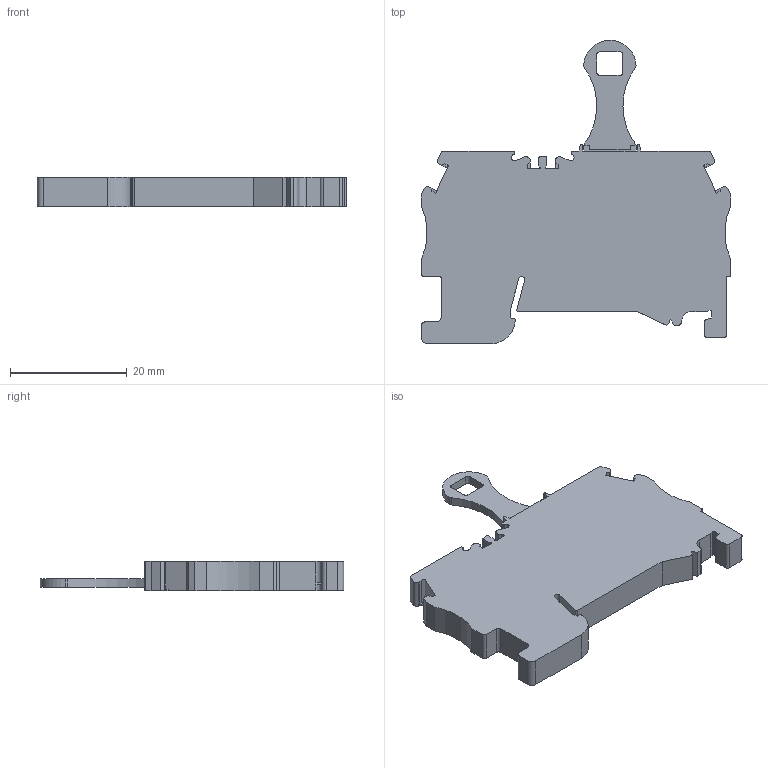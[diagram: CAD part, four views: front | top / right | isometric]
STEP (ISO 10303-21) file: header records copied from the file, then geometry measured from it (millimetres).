
FILE_DESCRIPTION(/* description */ ('Unknown'),/* implementation_level */ '2;1');
FILE_NAME(/* name */ 'DSDPT2.5_GY_3D',/* time_stamp */ '2019-10-18T09:49:46+05:00',/* author */ ('Unknown'),/* organization */ ('Unknown'),/* preprocessor_version */ 'ST-DEVELOPER v16.7',/* originating_system */ 'DEX',/* authorisation */ $);
FILE_SCHEMA (('AUTOMOTIVE_DESIGN {1 0 10303 214 3 1 1}'));
Length unit declared in the file: millimetre
Products named in the file (1): DSDPT2.5
Bounding box: 53 x 52 x 5 mm (x, y, z)
Volume: 6927.5 mm3; surface area: 5696 mm2
Topology: 1 solids, 10 shells, 440 faces, 1249 edges, 831 vertices
Faces by surface type: plane 305, cylinder 135
Entity records: 14284 total; most frequent: CARTESIAN_POINT 2557, ORIENTED_EDGE 2498, DIRECTION 2398, EDGE_CURVE 1249, LINE 958, VECTOR 958, VERTEX_POINT 831, AXIS2_PLACEMENT_3D 720
